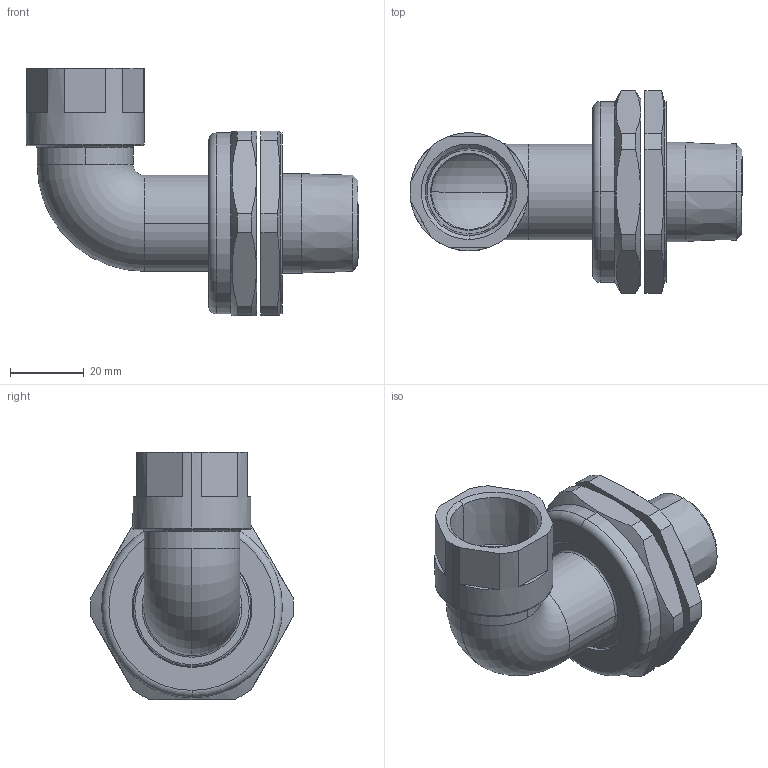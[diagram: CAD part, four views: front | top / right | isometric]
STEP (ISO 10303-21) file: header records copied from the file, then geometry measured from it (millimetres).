
FILE_DESCRIPTION (( 'STEP AP203' ), '1' );
FILE_NAME ('PX789REXDT2T2.STEP', '2017-10-04T14:21:56', ( '' ), ( '' ), 'SwSTEP 2.0', 'SolidWorks 2017', '' );
FILE_SCHEMA (( 'CONFIG_CONTROL_DESIGN' ));
Length unit declared in the file: millimetre
Products named in the file (1): PX789REXDT2T2
Bounding box: 89.93 x 54.97 x 67 mm (x, y, z)
Surface area: 20908.8 mm2 (no closed solid volume)
Topology: 0 solids, 4 shells, 105 faces, 260 edges, 166 vertices
Faces by surface type: plane 35, cylinder 32, cone 26, torus 12
Entity records: 3360 total; most frequent: CARTESIAN_POINT 724, DIRECTION 582, ORIENTED_EDGE 504, EDGE_CURVE 260, AXIS2_PLACEMENT_3D 244, VERTEX_POINT 166, CIRCLE 138, EDGE_LOOP 116
